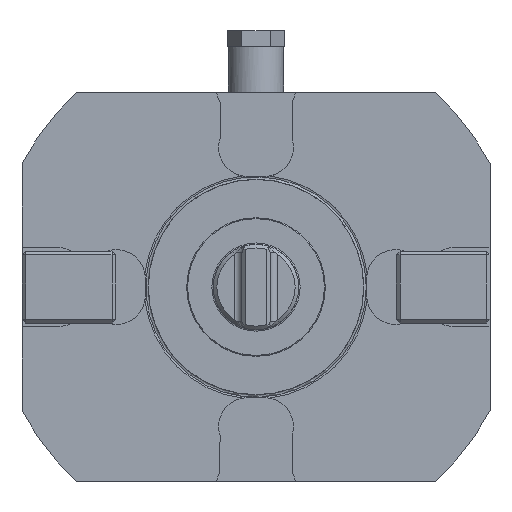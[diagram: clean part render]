
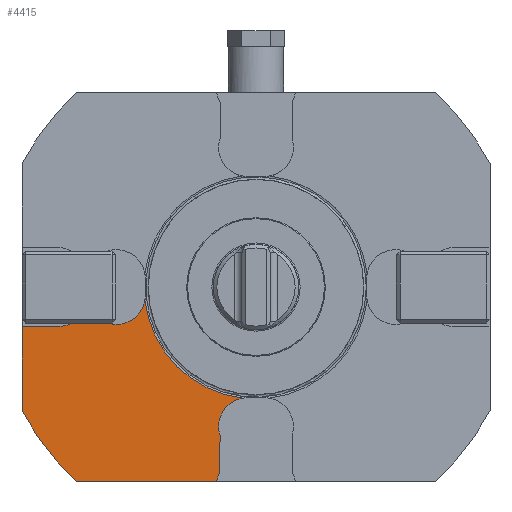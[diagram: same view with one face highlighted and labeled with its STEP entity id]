
A CAD part, front view. The second image highlights one B-rep face of the part: STEP entity #4415.
In plain terms, the highlighted planar face has unit normal (0, -1, 0).
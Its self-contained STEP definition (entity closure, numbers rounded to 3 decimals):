
#101 = ORIENTED_EDGE ( 'NONE', *, *, #22421, .T. ) ;
#353 = CARTESIAN_POINT ( 'NONE',  ( -10., -78., -41.248 ) ) ;
#401 = DIRECTION ( 'NONE',  ( 1., 0., 0. ) ) ;
#600 = VERTEX_POINT ( 'NONE', #28955 ) ;
#635 = ORIENTED_EDGE ( 'NONE', *, *, #18932, .F. ) ;
#731 = CIRCLE ( 'NONE', #2189, 8. ) ;
#872 = DIRECTION ( 'NONE',  ( 0., -1., 0. ) ) ;
#1267 = LINE ( 'NONE', #14626, #28165 ) ;
#2189 = AXIS2_PLACEMENT_3D ( 'NONE', #13472, #17823, #24738 ) ;
#2741 = VERTEX_POINT ( 'NONE', #353 ) ;
#2787 = DIRECTION ( 'NONE',  ( 0., 1., 0. ) ) ;
#2837 = VERTEX_POINT ( 'NONE', #8578 ) ;
#3130 = CARTESIAN_POINT ( 'NONE',  ( -38.75, -78., -2.4 ) ) ;
#3358 = AXIS2_PLACEMENT_3D ( 'NONE', #20117, #15183, #22499 ) ;
#3606 = LINE ( 'NONE', #19621, #29630 ) ;
#3865 = ORIENTED_EDGE ( 'NONE', *, *, #13891, .F. ) ;
#3878 = VERTEX_POINT ( 'NONE', #29458 ) ;
#4415 = ADVANCED_FACE ( 'Defeature completata1_200', ( #20126 ), #16076, .T. ) ;
#4650 = EDGE_CURVE ( 'NONE', #16107, #9030, #7225, .T. ) ;
#5043 = LINE ( 'NONE', #25465, #24238 ) ;
#5169 = CARTESIAN_POINT ( 'NONE',  ( 0., -78., 0. ) ) ;
#5227 = EDGE_CURVE ( 'NONE', #16107, #27407, #5043, .T. ) ;
#7202 = CARTESIAN_POINT ( 'NONE',  ( -65., -78., -11. ) ) ;
#7225 = LINE ( 'NONE', #25530, #11260 ) ;
#7940 = DIRECTION ( 'NONE',  ( 0., 0., -1. ) ) ;
#8401 = ORIENTED_EDGE ( 'NONE', *, *, #14410, .F. ) ;
#8578 = CARTESIAN_POINT ( 'NONE',  ( -10., -78., -51.27 ) ) ;
#9030 = VERTEX_POINT ( 'NONE', #9443 ) ;
#9371 = DIRECTION ( 'NONE',  ( 1., 0., 0. ) ) ;
#9389 = CARTESIAN_POINT ( 'NONE',  ( -10.918, -78., -54. ) ) ;
#9443 = CARTESIAN_POINT ( 'NONE',  ( -65., -78., -34.311 ) ) ;
#9458 = DIRECTION ( 'NONE',  ( 0., 0., -1. ) ) ;
#9811 = ORIENTED_EDGE ( 'NONE', *, *, #4650, .T. ) ;
#10590 = CARTESIAN_POINT ( 'NONE',  ( -51.27, -78., -10. ) ) ;
#10634 = EDGE_CURVE ( 'NONE', #24929, #2741, #16742, .T. ) ;
#11012 = DIRECTION ( 'NONE',  ( 1., 0., 0. ) ) ;
#11120 = EDGE_CURVE ( 'NONE', #27407, #18184, #25417, .T. ) ;
#11131 = DIRECTION ( 'NONE',  ( -1., 0., 0. ) ) ;
#11260 = VECTOR ( 'NONE', #9458, 1000. ) ;
#11587 = DIRECTION ( 'NONE',  ( 1., 0., 0. ) ) ;
#11678 = EDGE_CURVE ( 'NONE', #24929, #14947, #11844, .T. ) ;
#11808 = AXIS2_PLACEMENT_3D ( 'NONE', #5169, #2787, #9371 ) ;
#11836 = DIRECTION ( 'NONE',  ( 0., 1., 0. ) ) ;
#11844 = CIRCLE ( 'NONE', #19963, 31.089 ) ;
#12523 = DIRECTION ( 'NONE',  ( -1., 0., 0. ) ) ;
#13472 = CARTESIAN_POINT ( 'NONE',  ( -3., -78., -55.143 ) ) ;
#13891 = EDGE_CURVE ( 'NONE', #2837, #29080, #731, .T. ) ;
#14410 = EDGE_CURVE ( 'NONE', #600, #9030, #23760, .T. ) ;
#14626 = CARTESIAN_POINT ( 'NONE',  ( 73.5, -78., -54. ) ) ;
#14947 = VERTEX_POINT ( 'NONE', #16067 ) ;
#15183 = DIRECTION ( 'NONE',  ( 0., -1., 0. ) ) ;
#15353 = AXIS2_PLACEMENT_3D ( 'NONE', #16864, #21646, #12523 ) ;
#15940 = ORIENTED_EDGE ( 'NONE', *, *, #5227, .F. ) ;
#16067 = CARTESIAN_POINT ( 'NONE',  ( -30.863, -78., -3.74 ) ) ;
#16076 = PLANE ( 'NONE',  #17004 ) ;
#16107 = VERTEX_POINT ( 'NONE', #7202 ) ;
#16742 = CIRCLE ( 'NONE', #3358, 8. ) ;
#16864 = CARTESIAN_POINT ( 'NONE',  ( -55.143, -78., -3. ) ) ;
#17004 = AXIS2_PLACEMENT_3D ( 'NONE', #20266, #24933, #11131 ) ;
#17206 = DIRECTION ( 'NONE',  ( -1., 0., 0. ) ) ;
#17823 = DIRECTION ( 'NONE',  ( 0., -1., 0. ) ) ;
#18184 = VERTEX_POINT ( 'NONE', #10590 ) ;
#18268 = DIRECTION ( 'NONE',  ( 1., 0., 0. ) ) ;
#18932 = EDGE_CURVE ( 'NONE', #3878, #14947, #28377, .T. ) ;
#19621 = CARTESIAN_POINT ( 'NONE',  ( -10., -78., -51.27 ) ) ;
#19963 = AXIS2_PLACEMENT_3D ( 'NONE', #20662, #11836, #18268 ) ;
#20117 = CARTESIAN_POINT ( 'NONE',  ( -2.4, -78., -38.75 ) ) ;
#20126 = FACE_OUTER_BOUND ( 'NONE', #25030, .T. ) ;
#20266 = CARTESIAN_POINT ( 'NONE',  ( 73.5, -78., 0. ) ) ;
#20662 = CARTESIAN_POINT ( 'NONE',  ( 0., -78., 0. ) ) ;
#21454 = VECTOR ( 'NONE', #11587, 1000. ) ;
#21646 = DIRECTION ( 'NONE',  ( 0., -1., 0. ) ) ;
#21968 = ORIENTED_EDGE ( 'NONE', *, *, #24405, .F. ) ;
#22421 = EDGE_CURVE ( 'NONE', #600, #29080, #1267, .T. ) ;
#22499 = DIRECTION ( 'NONE',  ( -1., 0., 0. ) ) ;
#22679 = EDGE_CURVE ( 'NONE', #2741, #2837, #3606, .T. ) ;
#23288 = CARTESIAN_POINT ( 'NONE',  ( -3.74, -78., -30.863 ) ) ;
#23551 = AXIS2_PLACEMENT_3D ( 'NONE', #3130, #872, #17206 ) ;
#23760 = CIRCLE ( 'NONE', #11808, 73.5 ) ;
#24238 = VECTOR ( 'NONE', #401, 1000. ) ;
#24405 = EDGE_CURVE ( 'NONE', #18184, #3878, #29607, .T. ) ;
#24433 = CARTESIAN_POINT ( 'NONE',  ( -55.143, -78., -11. ) ) ;
#24728 = ORIENTED_EDGE ( 'NONE', *, *, #11120, .F. ) ;
#24738 = DIRECTION ( 'NONE',  ( 1., 0., 0. ) ) ;
#24929 = VERTEX_POINT ( 'NONE', #23288 ) ;
#24933 = DIRECTION ( 'NONE',  ( 0., -1., 0. ) ) ;
#25030 = EDGE_LOOP ( 'NONE', ( #3865, #26223, #29370, #27021, #635, #21968, #24728, #15940, #9811, #8401, #101 ) ) ;
#25417 = CIRCLE ( 'NONE', #15353, 8. ) ;
#25465 = CARTESIAN_POINT ( 'NONE',  ( -66.143, -78., -11. ) ) ;
#25530 = CARTESIAN_POINT ( 'NONE',  ( -65., -78., 0. ) ) ;
#25532 = CARTESIAN_POINT ( 'NONE',  ( -51.27, -78., -10. ) ) ;
#26223 = ORIENTED_EDGE ( 'NONE', *, *, #22679, .F. ) ;
#27021 = ORIENTED_EDGE ( 'NONE', *, *, #11678, .T. ) ;
#27407 = VERTEX_POINT ( 'NONE', #24433 ) ;
#28165 = VECTOR ( 'NONE', #11012, 1000. ) ;
#28377 = CIRCLE ( 'NONE', #23551, 8. ) ;
#28955 = CARTESIAN_POINT ( 'NONE',  ( -49.862, -78., -54. ) ) ;
#29080 = VERTEX_POINT ( 'NONE', #9389 ) ;
#29370 = ORIENTED_EDGE ( 'NONE', *, *, #10634, .F. ) ;
#29458 = CARTESIAN_POINT ( 'NONE',  ( -41.248, -78., -10. ) ) ;
#29607 = LINE ( 'NONE', #25532, #21454 ) ;
#29630 = VECTOR ( 'NONE', #7940, 1000. ) ;
